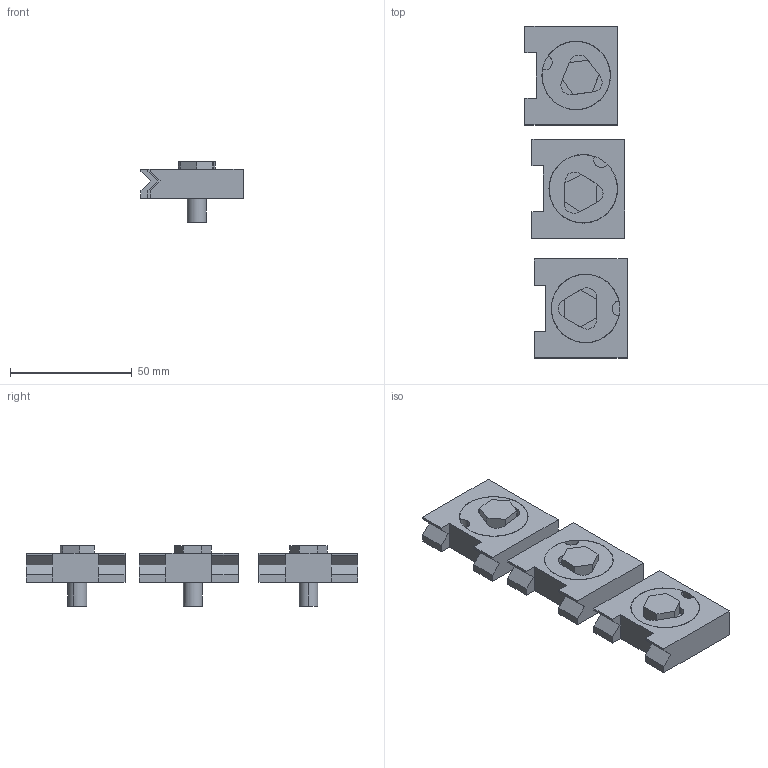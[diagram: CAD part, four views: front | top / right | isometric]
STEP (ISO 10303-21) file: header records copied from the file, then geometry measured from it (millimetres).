
FILE_DESCRIPTION(/* description */ (''),/* implementation_level */ '2;1');
FILE_NAME(/* name */ 'ADJUST~1',/* time_stamp */ '2016-10-04T01:14:10+02:00',/* author */ (''),/* organization */ (''),/* preprocessor_version */ 'ST-DEVELOPER v15',/* originating_system */ '',/* authorisation */ '');
FILE_SCHEMA (('AUTOMOTIVE_DESIGN'));
Length unit declared in the file: millimetre
Products named in the file (1): Document
Bounding box: 42.01 x 136.49 x 24.82 mm (x, y, z)
Volume: 52371.7 mm3; surface area: 26100.3 mm2
Topology: 9 solids, 9 shells, 137 faces, 330 edges, 220 vertices
Faces by surface type: plane 87, bspline 50
Entity records: 3973 total; most frequent: CARTESIAN_POINT 1768, ORIENTED_EDGE 660, EDGE_CURVE 330, VERTEX_POINT 220, B_SPLINE_CURVE_WITH_KNOTS 186, EDGE_LOOP 158, ADVANCED_FACE 137, FACE_OUTER_BOUND 137
